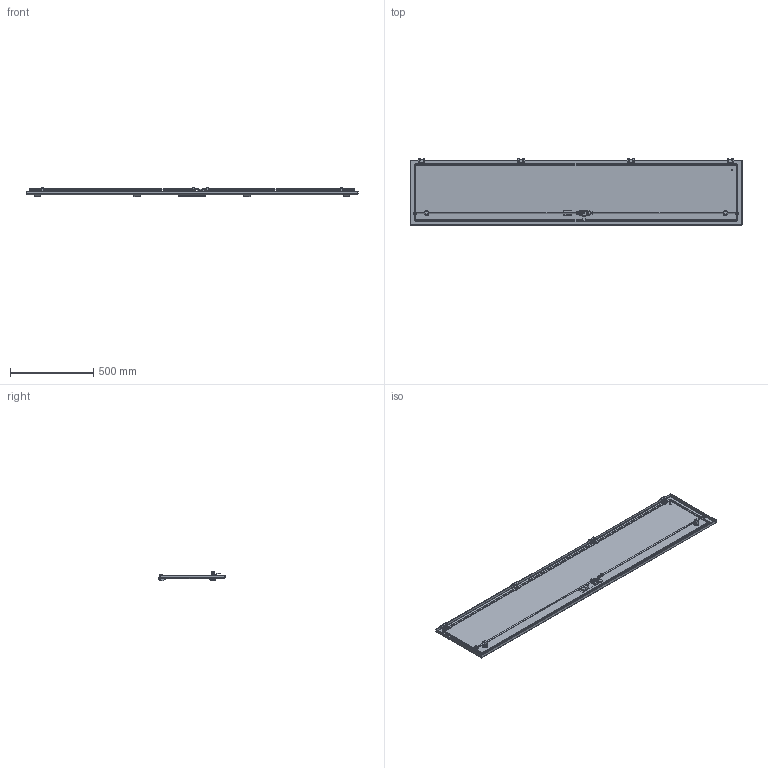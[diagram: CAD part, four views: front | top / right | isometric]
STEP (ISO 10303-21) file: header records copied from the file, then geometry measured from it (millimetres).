
FILE_DESCRIPTION (( 'STEP AP203' ), '1' );
FILE_NAME ('Äâåðü FORT äëÿ êîðïóñà âûñîòîé 2000 è øèðèíîé 400 IP54 EKF PROxima.STEP', '2021-05-25T06:24:28', ( '' ), ( '' ), 'SwSTEP 2.0', 'SolidWorks 2021', '' );
FILE_SCHEMA (( 'CONFIG_CONTROL_DESIGN' ));
Length unit declared in the file: millimetre
Products named in the file (20): Çàìîê â ñáîðå Àòîñ; 幄鍧 IC-2 1000; êîðïóñ ïåòëè1; Äåðæàòåëü òÿãè àòîñ; Ìåõàíèçì äâåðè Àòîñ; ÓÊ íà äâåðü 400õ2000; îñü ïåòëè; 幄鍧 IC-2 900; Äâåðü FORT äëÿ êîðïóñà âûñîòîé 2000 è øèðèíîé 400 IP54 EKF PROxima; îñíîâàíèå ïåòëè1; ÌÈ-1175.02.00.001 Äâåðü 400õ2000; pan head cross collar screw_din_DIN 967 - M4 x 16 - Z --- 14.6N; countersunk raised head cross recess screw_din_DIN EN ISO 7047 - M4 x 10 - Z - 10N; Øïèëüêà ïðèâàðíàÿ Ì6õ25 DIN 13918; Óãëîâàÿ ïåòëÿ Àòîñ; hex thin nut gradeb_din_Hexagon Nut ISO 4036 - M6 - N; Äåðæàòåëü øòîêà; Øïèëüêà Ì6õ12; 剒蜲錪 獲闃; Êîðïóñ äâåðíîé ðó÷êè Àòîñ
Assembly tree (28 placements, depth 3):
  Äâåðü FORT äëÿ êîðïóñà âûñîòîé 2000 è øèðèíîé 400 IP54 EKF PROxima
    ÌÈ-1175.02.00.001 Äâåðü 400õ2000
    Óãëîâàÿ ïåòëÿ Àòîñ  x4
      îñíîâàíèå ïåòëè1
      êîðïóñ ïåòëè1
      îñü ïåòëè
    Çàìîê â ñáîðå Àòîñ
      Êîðïóñ äâåðíîé ðó÷êè Àòîñ
      Ìåõàíèçì äâåðè Àòîñ
      剒蜲錪 獲闃
      pan head cross collar screw_din_DIN 967 - M4 x 16 - Z --- 14.6N  x2
    Äåðæàòåëü òÿãè àòîñ  x2
    hex thin nut gradeb_din_Hexagon Nut ISO 4036 - M6 - N  x2
    Øïèëüêà ïðèâàðíàÿ Ì6õ25 DIN 13918  x2
    Äåðæàòåëü øòîêà  x2
    幄鍧 IC-2 900
    幄鍧 IC-2 1000
    countersunk raised head cross recess screw_din_DIN EN ISO 7047 - M4 x 10 - Z - 10N  x2
    Øïèëüêà Ì6õ12
    ÓÊ íà äâåðü 400õ2000
Bounding box: 2000 x 397.75 x 58.1 mm (x, y, z)
Volume: 2320036 mm3; surface area: 2013594.7 mm2
Topology: 32 solids, 32 shells, 860 faces, 2089 edges, 1310 vertices
Faces by surface type: plane 442, cylinder 286, bspline 66, cone 42, torus 16, sphere 8
Entity records: 19150 total; most frequent: CARTESIAN_POINT 4663, DIRECTION 2610, ORIENTED_EDGE 2452, EDGE_CURVE 1226, AXIS2_PLACEMENT_3D 964, VERTEX_POINT 767, LINE 682, VECTOR 682
